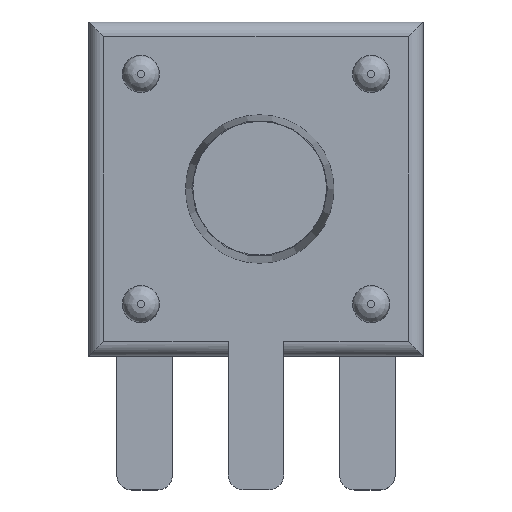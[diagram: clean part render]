
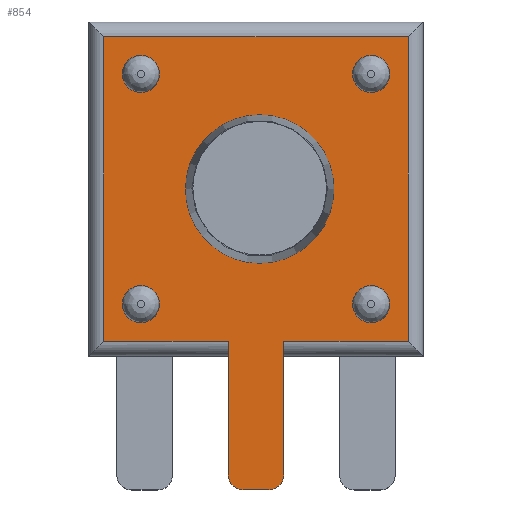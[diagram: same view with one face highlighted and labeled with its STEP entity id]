
A CAD part, top view. The second image highlights one B-rep face of the part: STEP entity #854.
In plain terms, the highlighted planar face has unit normal (0, 0, 1).
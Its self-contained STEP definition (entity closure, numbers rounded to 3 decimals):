
#44=CIRCLE('',#978,0.2);
#45=CIRCLE('',#981,0.2);
#129=FACE_OUTER_BOUND('',#185,.T.);
#185=EDGE_LOOP('',(#643,#644,#645,#646,#647,#648,#649,#650,#651,#652));
#259=LINE('',#1408,#339);
#262=LINE('',#1414,#342);
#263=LINE('',#1416,#343);
#264=LINE('',#1418,#344);
#265=LINE('',#1420,#345);
#266=LINE('',#1422,#346);
#267=LINE('',#1424,#347);
#268=LINE('',#1426,#348);
#339=VECTOR('',#1128,10.);
#342=VECTOR('',#1133,10.);
#343=VECTOR('',#1134,10.);
#344=VECTOR('',#1135,10.);
#345=VECTOR('',#1136,10.);
#346=VECTOR('',#1137,10.);
#347=VECTOR('',#1138,10.);
#348=VECTOR('',#1139,10.);
#409=VERTEX_POINT('',#1401);
#410=VERTEX_POINT('',#1403);
#411=VERTEX_POINT('',#1407);
#413=VERTEX_POINT('',#1413);
#414=VERTEX_POINT('',#1415);
#415=VERTEX_POINT('',#1417);
#416=VERTEX_POINT('',#1419);
#417=VERTEX_POINT('',#1421);
#418=VERTEX_POINT('',#1423);
#419=VERTEX_POINT('',#1425);
#494=EDGE_CURVE('',#409,#410,#44,.T.);
#496=EDGE_CURVE('',#410,#411,#259,.T.);
#499=EDGE_CURVE('',#413,#409,#262,.T.);
#500=EDGE_CURVE('',#414,#413,#263,.T.);
#501=EDGE_CURVE('',#415,#414,#264,.T.);
#502=EDGE_CURVE('',#416,#415,#265,.T.);
#503=EDGE_CURVE('',#417,#416,#266,.T.);
#504=EDGE_CURVE('',#418,#417,#267,.T.);
#505=EDGE_CURVE('',#419,#418,#268,.T.);
#506=EDGE_CURVE('',#411,#419,#45,.T.);
#643=ORIENTED_EDGE('',*,*,#494,.F.);
#644=ORIENTED_EDGE('',*,*,#499,.F.);
#645=ORIENTED_EDGE('',*,*,#500,.F.);
#646=ORIENTED_EDGE('',*,*,#501,.F.);
#647=ORIENTED_EDGE('',*,*,#502,.F.);
#648=ORIENTED_EDGE('',*,*,#503,.F.);
#649=ORIENTED_EDGE('',*,*,#504,.F.);
#650=ORIENTED_EDGE('',*,*,#505,.F.);
#651=ORIENTED_EDGE('',*,*,#506,.F.);
#652=ORIENTED_EDGE('',*,*,#496,.F.);
#814=PLANE('',#980);
#854=ADVANCED_FACE('',(#129),#814,.T.);
#978=AXIS2_PLACEMENT_3D('',#1404,#1123,#1124);
#980=AXIS2_PLACEMENT_3D('',#1412,#1131,#1132);
#981=AXIS2_PLACEMENT_3D('',#1427,#1140,#1141);
#1123=DIRECTION('center_axis',(0.,0.,-1.));
#1124=DIRECTION('ref_axis',(0.707,-0.707,0.));
#1128=DIRECTION('',(-1.,0.,0.));
#1131=DIRECTION('center_axis',(0.,0.,1.));
#1132=DIRECTION('ref_axis',(1.,0.,0.));
#1133=DIRECTION('',(0.,-1.,0.));
#1134=DIRECTION('',(-1.,0.,0.));
#1135=DIRECTION('',(0.,-1.,0.));
#1136=DIRECTION('',(1.,0.,0.));
#1137=DIRECTION('',(0.,1.,0.));
#1138=DIRECTION('',(-1.,0.,0.));
#1139=DIRECTION('',(0.,1.,0.));
#1140=DIRECTION('center_axis',(0.,0.,-1.));
#1141=DIRECTION('ref_axis',(-0.707,-0.707,0.));
#1401=CARTESIAN_POINT('',(2.625,-1.6,2.8));
#1403=CARTESIAN_POINT('',(2.425,-1.8,2.8));
#1404=CARTESIAN_POINT('Origin',(2.425,-1.6,2.8));
#1407=CARTESIAN_POINT('',(2.075,-1.8,2.8));
#1408=CARTESIAN_POINT('',(2.625,-1.8,2.8));
#1412=CARTESIAN_POINT('Origin',(2.25,2.25,2.8));
#1413=CARTESIAN_POINT('',(2.625,0.2,2.8));
#1414=CARTESIAN_POINT('',(2.625,0.2,2.8));
#1415=CARTESIAN_POINT('',(4.3,0.2,2.8));
#1416=CARTESIAN_POINT('',(1.125,0.2,2.8));
#1417=CARTESIAN_POINT('',(4.3,4.3,2.8));
#1418=CARTESIAN_POINT('',(4.3,1.125,2.8));
#1419=CARTESIAN_POINT('',(0.2,4.3,2.8));
#1420=CARTESIAN_POINT('',(3.375,4.3,2.8));
#1421=CARTESIAN_POINT('',(0.2,0.2,2.8));
#1422=CARTESIAN_POINT('',(0.2,3.375,2.8));
#1423=CARTESIAN_POINT('',(1.875,0.2,2.8));
#1424=CARTESIAN_POINT('',(1.125,0.2,2.8));
#1425=CARTESIAN_POINT('',(1.875,-1.6,2.8));
#1426=CARTESIAN_POINT('',(1.875,-1.8,2.8));
#1427=CARTESIAN_POINT('Origin',(2.075,-1.6,2.8));
